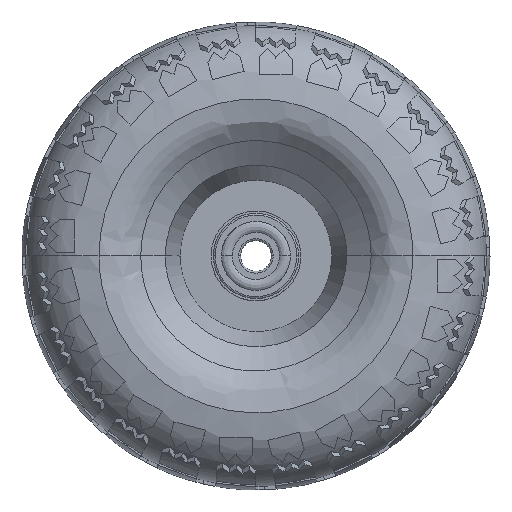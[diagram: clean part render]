
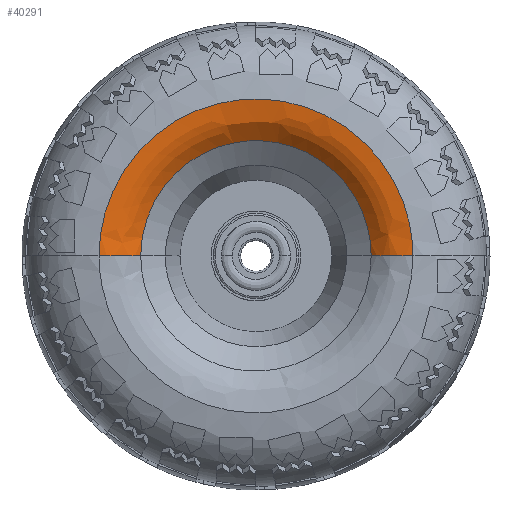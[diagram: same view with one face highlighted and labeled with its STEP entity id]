
A CAD part, top view. The second image highlights one B-rep face of the part: STEP entity #40291.
In plain terms, the highlighted free-form (B-spline) face has degree [2, 2] with [5, 3] control points.
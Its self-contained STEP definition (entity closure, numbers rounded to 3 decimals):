
#223 = VERTEX_POINT('',#224);
#224 = CARTESIAN_POINT('',(93.711,0.,
    45.011));
#225 = VERTEX_POINT('',#226);
#226 = CARTESIAN_POINT('',(-93.711,0.,
    45.011));
#234 = EDGE_CURVE('',#225,#235,#237,.T.);
#235 = VERTEX_POINT('',#236);
#236 = CARTESIAN_POINT('',(-127.654,0.,
    59.769));
#237 = ( BOUNDED_CURVE() B_SPLINE_CURVE(2,(#238,#239,#240),
.UNSPECIFIED.,.F.,.F.) B_SPLINE_CURVE_WITH_KNOTS((3,3),(0.751,
1.571),.PIECEWISE_BEZIER_KNOTS.) CURVE() 
GEOMETRIC_REPRESENTATION_ITEM() RATIONAL_B_SPLINE_CURVE((1.,
0.917,1.)) REPRESENTATION_ITEM('') );
#238 = CARTESIAN_POINT('',(-93.711,0.,
    45.011));
#239 = CARTESIAN_POINT('',(-107.475,0.,
    59.769));
#240 = CARTESIAN_POINT('',(-127.654,0.,
    59.769));
#243 = VERTEX_POINT('',#244);
#244 = CARTESIAN_POINT('',(127.654,0.,
    59.769));
#252 = EDGE_CURVE('',#223,#243,#253,.T.);
#253 = ( BOUNDED_CURVE() B_SPLINE_CURVE(2,(#254,#255,#256),
.UNSPECIFIED.,.F.,.F.) B_SPLINE_CURVE_WITH_KNOTS((3,3),(0.751,
1.571),.PIECEWISE_BEZIER_KNOTS.) CURVE() 
GEOMETRIC_REPRESENTATION_ITEM() RATIONAL_B_SPLINE_CURVE((1.,
0.917,1.)) REPRESENTATION_ITEM('') );
#254 = CARTESIAN_POINT('',(93.711,0.,
    45.011));
#255 = CARTESIAN_POINT('',(107.475,0.,
    59.769));
#256 = CARTESIAN_POINT('',(127.654,0.,
    59.769));
#284 = EDGE_CURVE('',#225,#223,#285,.T.);
#285 = ( BOUNDED_CURVE() B_SPLINE_CURVE(2,(#286,#287,#288,#289,#290),
.UNSPECIFIED.,.F.,.F.) B_SPLINE_CURVE_WITH_KNOTS((3,2,3),(3.142,
4.712,6.283),.PIECEWISE_BEZIER_KNOTS.) CURVE() 
GEOMETRIC_REPRESENTATION_ITEM() RATIONAL_B_SPLINE_CURVE((1.,
0.707,1.,0.707,1.)) REPRESENTATION_ITEM('') );
#286 = CARTESIAN_POINT('',(-93.711,0.,
    45.011));
#287 = CARTESIAN_POINT('',(-93.711,93.711,
    45.011));
#288 = CARTESIAN_POINT('',(0.,93.711,
    45.011));
#289 = CARTESIAN_POINT('',(93.711,93.711,
    45.011));
#290 = CARTESIAN_POINT('',(93.711,0.,
    45.011));
#39250 = EDGE_CURVE('',#235,#243,#39251,.T.);
#39251 = ( BOUNDED_CURVE() B_SPLINE_CURVE(2,(#39252,#39253,#39254,#39255
,#39256),.UNSPECIFIED.,.F.,.F.) B_SPLINE_CURVE_WITH_KNOTS((3,2,3),(
    3.142,4.712,6.283),
.PIECEWISE_BEZIER_KNOTS.) CURVE() GEOMETRIC_REPRESENTATION_ITEM() 
RATIONAL_B_SPLINE_CURVE((1.,0.707,1.,0.707,1.)) 
REPRESENTATION_ITEM('') );
#39252 = CARTESIAN_POINT('',(-127.654,0.,
    59.769));
#39253 = CARTESIAN_POINT('',(-127.654,127.654,
    59.769));
#39254 = CARTESIAN_POINT('',(0.,127.654,
    59.769));
#39255 = CARTESIAN_POINT('',(127.654,127.654,
    59.769));
#39256 = CARTESIAN_POINT('',(127.654,0.,
    59.769));
#40291 = ADVANCED_FACE('',(#40292),#40298,.T.);
#40292 = FACE_BOUND('',#40293,.T.);
#40293 = EDGE_LOOP('',(#40294,#40295,#40296,#40297));
#40294 = ORIENTED_EDGE('',*,*,#234,.F.);
#40295 = ORIENTED_EDGE('',*,*,#284,.T.);
#40296 = ORIENTED_EDGE('',*,*,#252,.T.);
#40297 = ORIENTED_EDGE('',*,*,#39250,.F.);
#40298 = ( BOUNDED_SURFACE() B_SPLINE_SURFACE(2,2,(
    (#40299,#40300,#40301)
    ,(#40302,#40303,#40304)
    ,(#40305,#40306,#40307)
    ,(#40308,#40309,#40310)
    ,(#40311,#40312,#40313
)),.UNSPECIFIED.,.F.,.F.,.F.) B_SPLINE_SURFACE_WITH_KNOTS((3,2,3),(3,3),
  (3.142,4.712,6.283),(3.892,
    4.712),.PIECEWISE_BEZIER_KNOTS.) 
GEOMETRIC_REPRESENTATION_ITEM() RATIONAL_B_SPLINE_SURFACE((
    (1.,0.917,1.)
    ,(0.707,0.648,0.707)
    ,(1.,0.917,1.)
    ,(0.707,0.648,0.707)
,(1.,0.917,1.))) REPRESENTATION_ITEM('') SURFACE() );
#40299 = CARTESIAN_POINT('',(-93.711,0.,
    45.011));
#40300 = CARTESIAN_POINT('',(-107.475,0.,
    59.769));
#40301 = CARTESIAN_POINT('',(-127.654,0.,
    59.769));
#40302 = CARTESIAN_POINT('',(-93.711,93.711,
    45.011));
#40303 = CARTESIAN_POINT('',(-107.475,107.475,
    59.769));
#40304 = CARTESIAN_POINT('',(-127.654,127.654,
    59.769));
#40305 = CARTESIAN_POINT('',(0.,93.711,
    45.011));
#40306 = CARTESIAN_POINT('',(0.,107.475,
    59.769));
#40307 = CARTESIAN_POINT('',(0.,127.654,
    59.769));
#40308 = CARTESIAN_POINT('',(93.711,93.711,
    45.011));
#40309 = CARTESIAN_POINT('',(107.475,107.475,
    59.769));
#40310 = CARTESIAN_POINT('',(127.654,127.654,
    59.769));
#40311 = CARTESIAN_POINT('',(93.711,0.,
    45.011));
#40312 = CARTESIAN_POINT('',(107.475,0.,
    59.769));
#40313 = CARTESIAN_POINT('',(127.654,0.,
    59.769));
